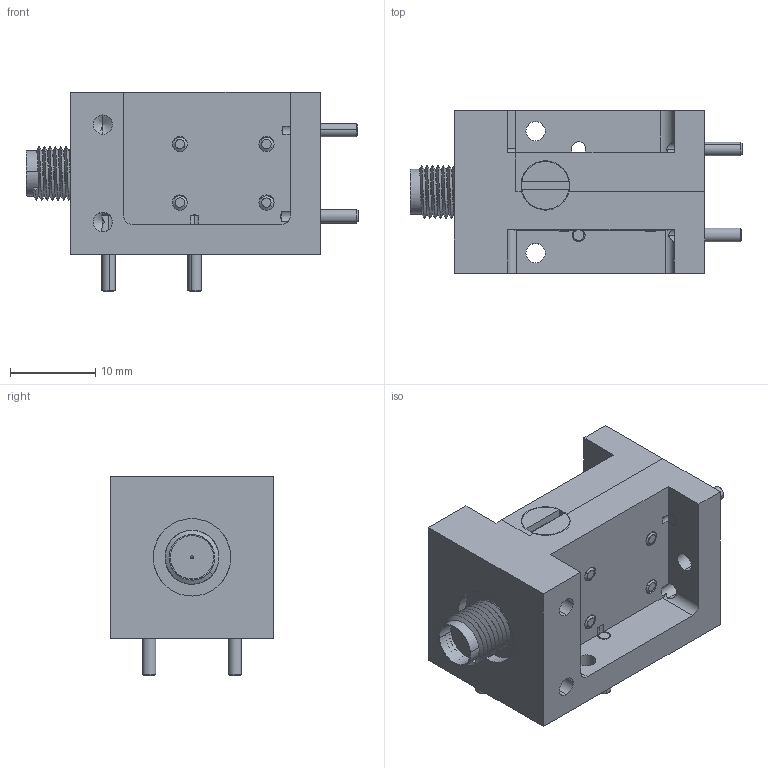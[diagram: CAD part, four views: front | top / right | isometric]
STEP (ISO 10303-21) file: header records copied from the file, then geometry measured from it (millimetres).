
FILE_DESCRIPTION (( 'STEP AP203' ), '1' );
FILE_NAME ('SFB-75380308-1212SF-N1.STEP', '2018-10-24T19:40:37', ( '' ), ( '' ), 'SwSTEP 2.0', 'SolidWorks 2016', '' );
FILE_SCHEMA (( 'CONFIG_CONTROL_DESIGN' ));
Length unit declared in the file: inch
Products named in the file (1): SFB-75380308-1212SF-N1
Bounding box: 38.93 x 19.05 x 23.43 mm (x, y, z)
Volume: 7333.9 mm3; surface area: 6392.1 mm2
Topology: 14 solids, 14 shells, 793 faces, 2102 edges, 1322 vertices
Faces by surface type: cylinder 437, cone 190, plane 151, bspline 15
Entity records: 32399 total; most frequent: CARTESIAN_POINT 14487, ORIENTED_EDGE 4138, DIRECTION 3345, EDGE_CURVE 2069, VERTEX_POINT 1322, AXIS2_PLACEMENT_3D 1248, EDGE_LOOP 861, LINE 849
